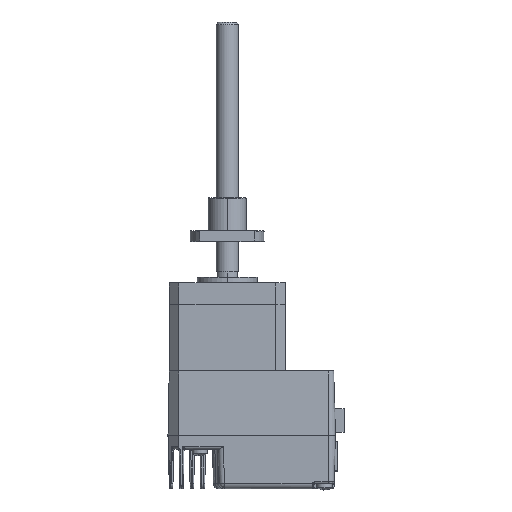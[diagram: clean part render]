
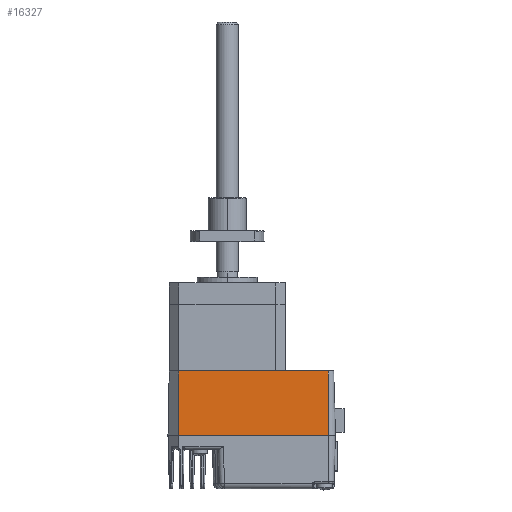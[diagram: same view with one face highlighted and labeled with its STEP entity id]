
A CAD part, top view. The second image highlights one B-rep face of the part: STEP entity #16327.
In plain terms, the highlighted planar face has unit normal (0, 0.026, 1).
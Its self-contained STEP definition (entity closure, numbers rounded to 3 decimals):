
#121 = CARTESIAN_POINT ( 'NONE',  ( -14.336, -74.408, 76.265 ) ) ;
#308 = ORIENTED_EDGE ( 'NONE', *, *, #7713, .T. ) ;
#636 = DIRECTION ( 'NONE',  ( 0., 0.026, 1. ) ) ;
#2722 = CARTESIAN_POINT ( 'NONE',  ( -14.081, -50.908, 75.65 ) ) ;
#3357 = CARTESIAN_POINT ( 'NONE',  ( 40.319, -50.908, 75.65 ) ) ;
#3762 = VERTEX_POINT ( 'NONE', #121 ) ;
#4571 = ORIENTED_EDGE ( 'NONE', *, *, #6274, .T. ) ;
#6274 = EDGE_CURVE ( 'NONE', #15479, #17961, #18066, .T. ) ;
#6797 = EDGE_LOOP ( 'NONE', ( #4571, #12252, #7947, #308 ) ) ;
#7075 = CARTESIAN_POINT ( 'NONE',  ( -14.081, -50.908, 75.65 ) ) ;
#7281 = DIRECTION ( 'NONE',  ( -0.011, -1., 0.026 ) ) ;
#7484 = CARTESIAN_POINT ( 'NONE',  ( -14.081, -74.408, 76.265 ) ) ;
#7713 = EDGE_CURVE ( 'NONE', #12726, #15479, #9591, .T. ) ;
#7740 = VECTOR ( 'NONE', #7281, 1000. ) ;
#7947 = ORIENTED_EDGE ( 'NONE', *, *, #10486, .T. ) ;
#9214 = CARTESIAN_POINT ( 'NONE',  ( -14.081, -50.908, 75.65 ) ) ;
#9591 = LINE ( 'NONE', #3357, #12982 ) ;
#10486 = EDGE_CURVE ( 'NONE', #3762, #12726, #17905, .T. ) ;
#10681 = DIRECTION ( 'NONE',  ( 0., -1., 0.026 ) ) ;
#11700 = CARTESIAN_POINT ( 'NONE',  ( 40.319, -74.408, 76.265 ) ) ;
#12252 = ORIENTED_EDGE ( 'NONE', *, *, #16188, .T. ) ;
#12726 = VERTEX_POINT ( 'NONE', #11700 ) ;
#12982 = VECTOR ( 'NONE', #14809, 1000. ) ;
#13269 = AXIS2_PLACEMENT_3D ( 'NONE', #9214, #636, #10681 ) ;
#13582 = FACE_OUTER_BOUND ( 'NONE', #6797, .T. ) ;
#14146 = VECTOR ( 'NONE', #16063, 1000. ) ;
#14757 = CARTESIAN_POINT ( 'NONE',  ( 40.319, -50.908, 75.65 ) ) ;
#14809 = DIRECTION ( 'NONE',  ( 0., 1., -0.026 ) ) ;
#15372 = LINE ( 'NONE', #17268, #7740 ) ;
#15479 = VERTEX_POINT ( 'NONE', #14757 ) ;
#16063 = DIRECTION ( 'NONE',  ( 1., 0., 0. ) ) ;
#16188 = EDGE_CURVE ( 'NONE', #17961, #3762, #15372, .T. ) ;
#16327 = ADVANCED_FACE ( 'NONE', ( #13582 ), #17748, .T. ) ;
#17190 = VECTOR ( 'NONE', #18418, 1000. ) ;
#17268 = CARTESIAN_POINT ( 'NONE',  ( -14.081, -50.908, 75.65 ) ) ;
#17748 = PLANE ( 'NONE',  #13269 ) ;
#17905 = LINE ( 'NONE', #7484, #14146 ) ;
#17961 = VERTEX_POINT ( 'NONE', #2722 ) ;
#18066 = LINE ( 'NONE', #7075, #17190 ) ;
#18418 = DIRECTION ( 'NONE',  ( -1., 0., 0. ) ) ;
